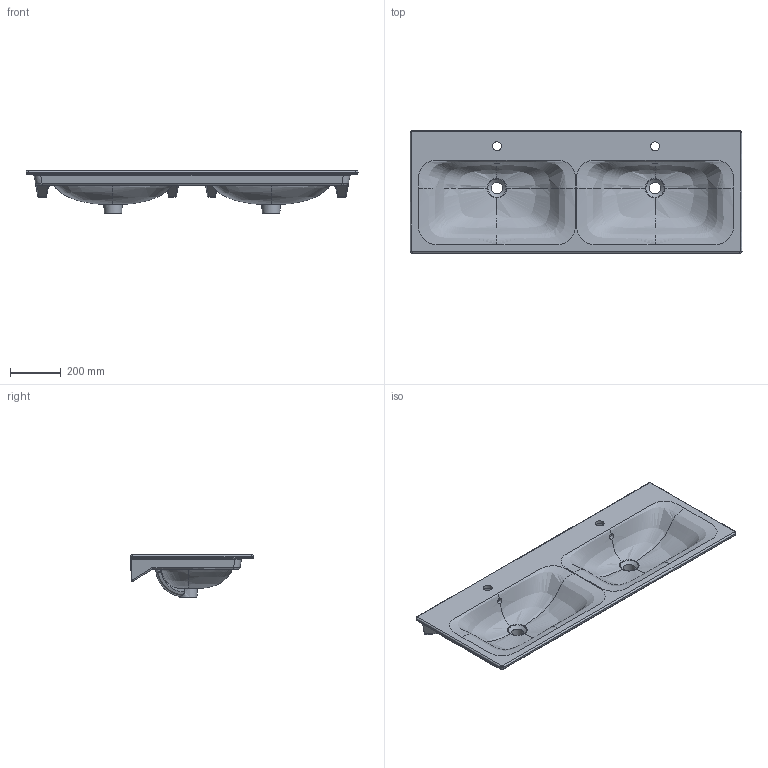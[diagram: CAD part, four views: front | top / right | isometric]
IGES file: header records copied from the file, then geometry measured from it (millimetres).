
Global section: file name: 122230600; native system: Autodesk Inventor 2018; preprocessor: unknown; author: JANAN; organization: Unknown; date: 20200706.104030; units: millimetre
Bounding box: 1302.15 x 480.5 x 168 mm (x, y, z)
Volume: 18071478.5 mm3; surface area: 1730424.4 mm2
Topology: 1 solids, 1 shells, 298 faces, 812 edges, 512 vertices
Faces by surface type: bspline 298
